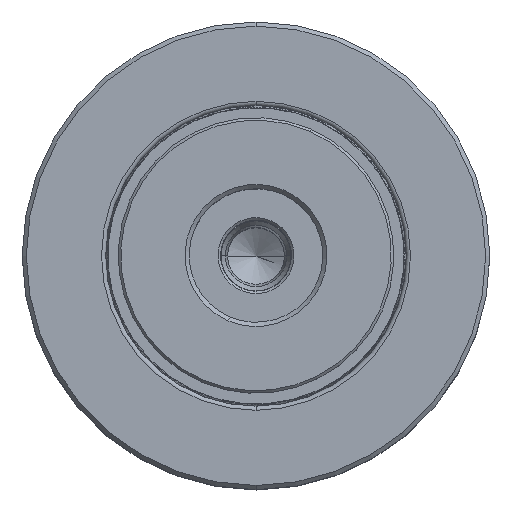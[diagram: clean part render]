
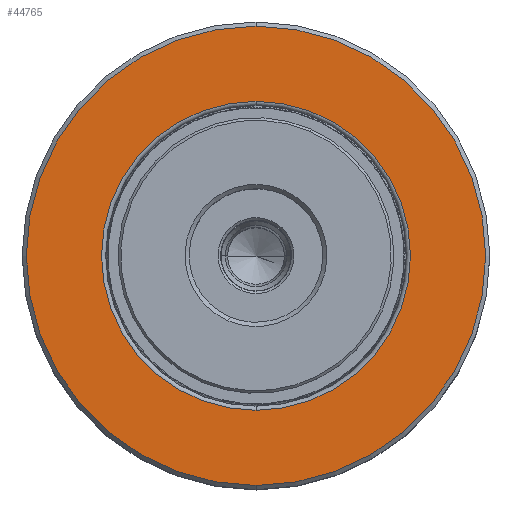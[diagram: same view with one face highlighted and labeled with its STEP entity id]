
A CAD part, top view. The second image highlights one B-rep face of the part: STEP entity #44765.
In plain terms, the highlighted face is planar.
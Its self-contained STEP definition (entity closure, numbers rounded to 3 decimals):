
#2466 = CIRCLE ( 'NONE', #27806, 18.5 ) ;
#2817 = CARTESIAN_POINT ( 'NONE',  ( 0., 18.687, -27.5 ) ) ;
#4337 = EDGE_CURVE ( 'NONE', #28479, #40438, #2466, .T. ) ;
#6053 = CARTESIAN_POINT ( 'NONE',  ( 0., 18.687, 27.5 ) ) ;
#6685 = ORIENTED_EDGE ( 'NONE', *, *, #30049, .F. ) ;
#7251 = ORIENTED_EDGE ( 'NONE', *, *, #4337, .T. ) ;
#10555 = DIRECTION ( 'NONE',  ( 0., -1., 0. ) ) ;
#10900 = AXIS2_PLACEMENT_3D ( 'NONE', #13810, #10555, #31394 ) ;
#11881 = DIRECTION ( 'NONE',  ( 0., 0., 1. ) ) ;
#13461 = DIRECTION ( 'NONE',  ( 0., 0., -1. ) ) ;
#13810 = CARTESIAN_POINT ( 'NONE',  ( 0., 18.687, 0. ) ) ;
#16622 = ORIENTED_EDGE ( 'NONE', *, *, #19718, .F. ) ;
#16890 = CIRCLE ( 'NONE', #10900, 27.5 ) ;
#18436 = DIRECTION ( 'NONE',  ( 0., -1., 0. ) ) ;
#19718 = EDGE_CURVE ( 'NONE', #25519, #21478, #30873, .T. ) ;
#20094 = DIRECTION ( 'NONE',  ( 0., -1., 0. ) ) ;
#20358 = CARTESIAN_POINT ( 'NONE',  ( 0., 18.687, -18.5 ) ) ;
#20382 = DIRECTION ( 'NONE',  ( 0., -1., 0. ) ) ;
#21152 = FACE_BOUND ( 'NONE', #38126, .T. ) ;
#21478 = VERTEX_POINT ( 'NONE', #6053 ) ;
#21576 = CARTESIAN_POINT ( 'NONE',  ( 0., 18.687, 18.5 ) ) ;
#22098 = EDGE_LOOP ( 'NONE', ( #16622, #6685 ) ) ;
#22352 = AXIS2_PLACEMENT_3D ( 'NONE', #23126, #26698, #11881 ) ;
#22662 = PLANE ( 'NONE',  #22352 ) ;
#23126 = CARTESIAN_POINT ( 'NONE',  ( 27.5, 18.687, 0. ) ) ;
#24256 = CARTESIAN_POINT ( 'NONE',  ( 0., 18.687, 0. ) ) ;
#25430 = CARTESIAN_POINT ( 'NONE',  ( 0., 18.687, 0. ) ) ;
#25519 = VERTEX_POINT ( 'NONE', #2817 ) ;
#25885 = ORIENTED_EDGE ( 'NONE', *, *, #37138, .T. ) ;
#26698 = DIRECTION ( 'NONE',  ( 0., 1., 0. ) ) ;
#27806 = AXIS2_PLACEMENT_3D ( 'NONE', #24256, #20094, #13461 ) ;
#28479 = VERTEX_POINT ( 'NONE', #20358 ) ;
#28693 = DIRECTION ( 'NONE',  ( 0., 0., -1. ) ) ;
#29468 = FACE_OUTER_BOUND ( 'NONE', #22098, .T. ) ;
#30049 = EDGE_CURVE ( 'NONE', #21478, #25519, #16890, .T. ) ;
#30873 = CIRCLE ( 'NONE', #37055, 27.5 ) ;
#31394 = DIRECTION ( 'NONE',  ( 0., 0., -1. ) ) ;
#33396 = AXIS2_PLACEMENT_3D ( 'NONE', #25430, #18436, #28693 ) ;
#37055 = AXIS2_PLACEMENT_3D ( 'NONE', #37947, #20382, #45052 ) ;
#37138 = EDGE_CURVE ( 'NONE', #40438, #28479, #37608, .T. ) ;
#37608 = CIRCLE ( 'NONE', #33396, 18.5 ) ;
#37947 = CARTESIAN_POINT ( 'NONE',  ( 0., 18.687, 0. ) ) ;
#38126 = EDGE_LOOP ( 'NONE', ( #7251, #25885 ) ) ;
#40438 = VERTEX_POINT ( 'NONE', #21576 ) ;
#44765 = ADVANCED_FACE ( 'NONE', ( #21152, #29468 ), #22662, .T. ) ;
#45052 = DIRECTION ( 'NONE',  ( 0., 0., -1. ) ) ;
